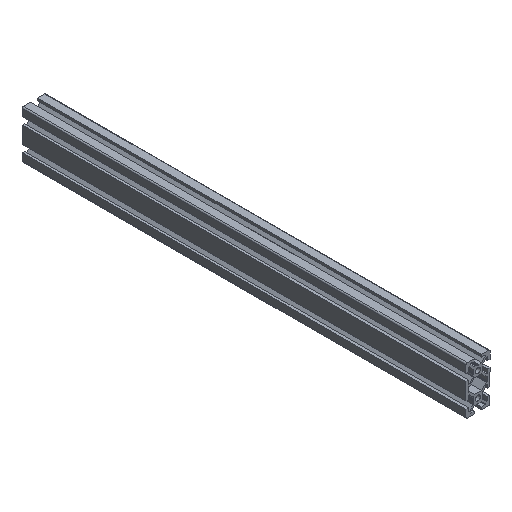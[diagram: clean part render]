
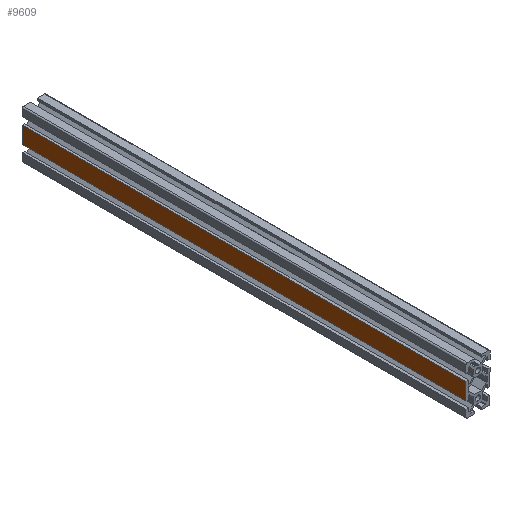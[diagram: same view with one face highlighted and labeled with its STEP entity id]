
A CAD part, isometric view. The second image highlights one B-rep face of the part: STEP entity #9609.
In plain terms, the highlighted planar face has unit normal (-1, 0, 0).
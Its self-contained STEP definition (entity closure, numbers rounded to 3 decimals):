
#42 = PLANE('',#43);
#43 = AXIS2_PLACEMENT_3D('',#44,#45,#46);
#44 = CARTESIAN_POINT('',(-9.,-19.,-370.));
#45 = DIRECTION('',(0.,0.,1.));
#46 = DIRECTION('',(1.,0.,-0.));
#1337 = VERTEX_POINT('',#1338);
#1338 = CARTESIAN_POINT('',(-10.,-7.,-370.));
#1352 = PLANE('',#1353);
#1353 = AXIS2_PLACEMENT_3D('',#1354,#1355,#1356);
#1354 = CARTESIAN_POINT('',(-10.,-7.,-370.));
#1355 = DIRECTION('',(0.,-1.,0.));
#1356 = DIRECTION('',(1.,0.,0.));
#1364 = EDGE_CURVE('',#1365,#1337,#1367,.T.);
#1365 = VERTEX_POINT('',#1366);
#1366 = CARTESIAN_POINT('',(-10.,7.,-370.));
#1367 = SURFACE_CURVE('',#1368,(#1372,#1379),.PCURVE_S1.);
#1368 = LINE('',#1369,#1370);
#1369 = CARTESIAN_POINT('',(-10.,7.,-370.));
#1370 = VECTOR('',#1371,1.);
#1371 = DIRECTION('',(0.,-1.,0.));
#1372 = PCURVE('',#42,#1373);
#1373 = DEFINITIONAL_REPRESENTATION('',(#1374),#1378);
#1374 = LINE('',#1375,#1376);
#1375 = CARTESIAN_POINT('',(-1.,26.));
#1376 = VECTOR('',#1377,1.);
#1377 = DIRECTION('',(0.,-1.));
#1378 = ( GEOMETRIC_REPRESENTATION_CONTEXT(2) 
PARAMETRIC_REPRESENTATION_CONTEXT() REPRESENTATION_CONTEXT('2D SPACE',''
  ) );
#1379 = PCURVE('',#1380,#1385);
#1380 = PLANE('',#1381);
#1381 = AXIS2_PLACEMENT_3D('',#1382,#1383,#1384);
#1382 = CARTESIAN_POINT('',(-10.,7.,-370.));
#1383 = DIRECTION('',(-1.,0.,0.));
#1384 = DIRECTION('',(0.,0.,1.));
#1385 = DEFINITIONAL_REPRESENTATION('',(#1386),#1390);
#1386 = LINE('',#1387,#1388);
#1387 = CARTESIAN_POINT('',(0.,0.));
#1388 = VECTOR('',#1389,1.);
#1389 = DIRECTION('',(0.,-1.));
#1390 = ( GEOMETRIC_REPRESENTATION_CONTEXT(2) 
PARAMETRIC_REPRESENTATION_CONTEXT() REPRESENTATION_CONTEXT('2D SPACE',''
  ) );
#1408 = PLANE('',#1409);
#1409 = AXIS2_PLACEMENT_3D('',#1410,#1411,#1412);
#1410 = CARTESIAN_POINT('',(-8.,7.,-370.));
#1411 = DIRECTION('',(0.,1.,0.));
#1412 = DIRECTION('',(-1.,0.,0.));
#4366 = PLANE('',#4367);
#4367 = AXIS2_PLACEMENT_3D('',#4368,#4369,#4370);
#4368 = CARTESIAN_POINT('',(-9.,-19.,0.));
#4369 = DIRECTION('',(0.,0.,1.));
#4370 = DIRECTION('',(1.,0.,-0.));
#7777 = VERTEX_POINT('',#7778);
#7778 = CARTESIAN_POINT('',(-10.,7.,0.));
#7799 = EDGE_CURVE('',#7777,#7800,#7802,.T.);
#7800 = VERTEX_POINT('',#7801);
#7801 = CARTESIAN_POINT('',(-10.,-7.,0.));
#7802 = SURFACE_CURVE('',#7803,(#7807,#7814),.PCURVE_S1.);
#7803 = LINE('',#7804,#7805);
#7804 = CARTESIAN_POINT('',(-10.,7.,0.));
#7805 = VECTOR('',#7806,1.);
#7806 = DIRECTION('',(0.,-1.,0.));
#7807 = PCURVE('',#4366,#7808);
#7808 = DEFINITIONAL_REPRESENTATION('',(#7809),#7813);
#7809 = LINE('',#7810,#7811);
#7810 = CARTESIAN_POINT('',(-1.,26.));
#7811 = VECTOR('',#7812,1.);
#7812 = DIRECTION('',(0.,-1.));
#7813 = ( GEOMETRIC_REPRESENTATION_CONTEXT(2) 
PARAMETRIC_REPRESENTATION_CONTEXT() REPRESENTATION_CONTEXT('2D SPACE',''
  ) );
#7814 = PCURVE('',#1380,#7815);
#7815 = DEFINITIONAL_REPRESENTATION('',(#7816),#7820);
#7816 = LINE('',#7817,#7818);
#7817 = CARTESIAN_POINT('',(370.,0.));
#7818 = VECTOR('',#7819,1.);
#7819 = DIRECTION('',(0.,-1.));
#7820 = ( GEOMETRIC_REPRESENTATION_CONTEXT(2) 
PARAMETRIC_REPRESENTATION_CONTEXT() REPRESENTATION_CONTEXT('2D SPACE',''
  ) );
#9587 = EDGE_CURVE('',#1337,#7800,#9588,.T.);
#9588 = SURFACE_CURVE('',#9589,(#9593,#9600),.PCURVE_S1.);
#9589 = LINE('',#9590,#9591);
#9590 = CARTESIAN_POINT('',(-10.,-7.,-370.));
#9591 = VECTOR('',#9592,1.);
#9592 = DIRECTION('',(0.,0.,1.));
#9593 = PCURVE('',#1352,#9594);
#9594 = DEFINITIONAL_REPRESENTATION('',(#9595),#9599);
#9595 = LINE('',#9596,#9597);
#9596 = CARTESIAN_POINT('',(0.,0.));
#9597 = VECTOR('',#9598,1.);
#9598 = DIRECTION('',(0.,1.));
#9599 = ( GEOMETRIC_REPRESENTATION_CONTEXT(2) 
PARAMETRIC_REPRESENTATION_CONTEXT() REPRESENTATION_CONTEXT('2D SPACE',''
  ) );
#9600 = PCURVE('',#1380,#9601);
#9601 = DEFINITIONAL_REPRESENTATION('',(#9602),#9606);
#9602 = LINE('',#9603,#9604);
#9603 = CARTESIAN_POINT('',(0.,-14.));
#9604 = VECTOR('',#9605,1.);
#9605 = DIRECTION('',(1.,0.));
#9606 = ( GEOMETRIC_REPRESENTATION_CONTEXT(2) 
PARAMETRIC_REPRESENTATION_CONTEXT() REPRESENTATION_CONTEXT('2D SPACE',''
  ) );
#9609 = ADVANCED_FACE('',(#9610),#1380,.T.);
#9610 = FACE_BOUND('',#9611,.T.);
#9611 = EDGE_LOOP('',(#9612,#9613,#9634,#9635));
#9612 = ORIENTED_EDGE('',*,*,#7799,.F.);
#9613 = ORIENTED_EDGE('',*,*,#9614,.F.);
#9614 = EDGE_CURVE('',#1365,#7777,#9615,.T.);
#9615 = SURFACE_CURVE('',#9616,(#9620,#9627),.PCURVE_S1.);
#9616 = LINE('',#9617,#9618);
#9617 = CARTESIAN_POINT('',(-10.,7.,-370.));
#9618 = VECTOR('',#9619,1.);
#9619 = DIRECTION('',(0.,0.,1.));
#9620 = PCURVE('',#1380,#9621);
#9621 = DEFINITIONAL_REPRESENTATION('',(#9622),#9626);
#9622 = LINE('',#9623,#9624);
#9623 = CARTESIAN_POINT('',(0.,0.));
#9624 = VECTOR('',#9625,1.);
#9625 = DIRECTION('',(1.,0.));
#9626 = ( GEOMETRIC_REPRESENTATION_CONTEXT(2) 
PARAMETRIC_REPRESENTATION_CONTEXT() REPRESENTATION_CONTEXT('2D SPACE',''
  ) );
#9627 = PCURVE('',#1408,#9628);
#9628 = DEFINITIONAL_REPRESENTATION('',(#9629),#9633);
#9629 = LINE('',#9630,#9631);
#9630 = CARTESIAN_POINT('',(2.,0.));
#9631 = VECTOR('',#9632,1.);
#9632 = DIRECTION('',(0.,1.));
#9633 = ( GEOMETRIC_REPRESENTATION_CONTEXT(2) 
PARAMETRIC_REPRESENTATION_CONTEXT() REPRESENTATION_CONTEXT('2D SPACE',''
  ) );
#9634 = ORIENTED_EDGE('',*,*,#1364,.T.);
#9635 = ORIENTED_EDGE('',*,*,#9587,.T.);
